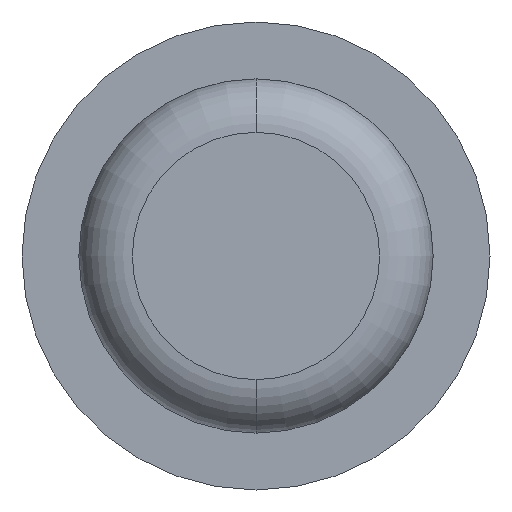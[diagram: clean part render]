
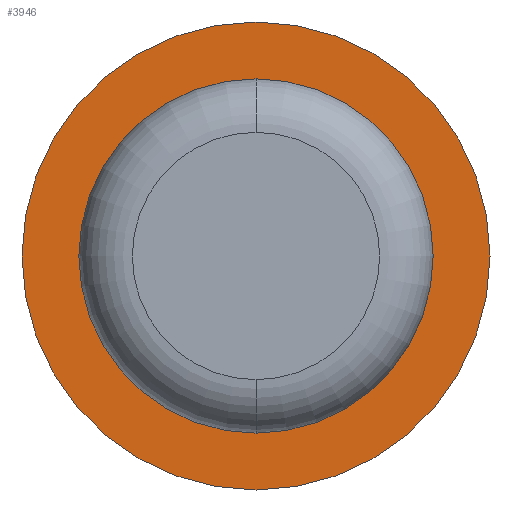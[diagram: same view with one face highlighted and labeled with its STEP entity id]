
A CAD part, front view. The second image highlights one B-rep face of the part: STEP entity #3946.
In plain terms, the highlighted planar face has unit normal (0, -1, 0).
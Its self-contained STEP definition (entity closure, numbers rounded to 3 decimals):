
#18 = CARTESIAN_POINT ( 'NONE',  ( 0., 7.9, 0. ) ) ;
#115 = DIRECTION ( 'NONE',  ( 0., -1., 0. ) ) ;
#218 = EDGE_LOOP ( 'NONE', ( #3780, #2533 ) ) ;
#296 = CARTESIAN_POINT ( 'NONE',  ( 1.325, 7.9, 0. ) ) ;
#349 = DIRECTION ( 'NONE',  ( 0., 0., -1. ) ) ;
#489 = CARTESIAN_POINT ( 'NONE',  ( 0., 7.9, 0. ) ) ;
#607 = AXIS2_PLACEMENT_3D ( 'NONE', #4243, #2300, #3255 ) ;
#681 = CIRCLE ( 'NONE', #2359, 1.325 ) ;
#925 = EDGE_CURVE ( 'Defeature ausgef�hrt1_2+Defeature ausgef�hrt1_3+Defeature ausgef�hrt1_3+Defeature ausgef�hrt1_3', #2118, #2718, #2217, .T. ) ;
#968 = PLANE ( 'NONE',  #4187 ) ;
#1103 = ORIENTED_EDGE ( 'NONE', *, *, #3523, .F. ) ;
#1290 = EDGE_CURVE ( 'Defeature ausgef�hrt1_1+Defeature ausgef�hrt1_2+Defeature ausgef�hrt1_2+Defeature ausgef�hrt1_2', #2653, #3413, #681, .T. ) ;
#1450 = CARTESIAN_POINT ( 'NONE',  ( 0., 7.9, -1.75 ) ) ;
#1474 = CIRCLE ( 'NONE', #607, 1.75 ) ;
#1516 = AXIS2_PLACEMENT_3D ( 'NONE', #3033, #2064, #2078 ) ;
#1553 = CIRCLE ( 'NONE', #1516, 1.325 ) ;
#1555 = CARTESIAN_POINT ( 'NONE',  ( 0., 7.9, 1.75 ) ) ;
#2064 = DIRECTION ( 'NONE',  ( 0., -1., 0. ) ) ;
#2078 = DIRECTION ( 'NONE',  ( 0., 0., -1. ) ) ;
#2118 = VERTEX_POINT ( 'NONE', #1450 ) ;
#2217 = CIRCLE ( 'NONE', #2531, 1.75 ) ;
#2300 = DIRECTION ( 'NONE',  ( 0., -1., 0. ) ) ;
#2305 = DIRECTION ( 'NONE',  ( 0., -1., 0. ) ) ;
#2345 = CARTESIAN_POINT ( 'NONE',  ( 0., 7.9, 1.325 ) ) ;
#2359 = AXIS2_PLACEMENT_3D ( 'NONE', #489, #115, #2725 ) ;
#2531 = AXIS2_PLACEMENT_3D ( 'NONE', #18, #2305, #349 ) ;
#2533 = ORIENTED_EDGE ( 'NONE', *, *, #2556, .T. ) ;
#2556 = EDGE_CURVE ( 'Defeature ausgef�hrt1_2+Defeature ausgef�hrt1_3+Defeature ausgef�hrt1_3+Defeature ausgef�hrt1_3', #2718, #2118, #1474, .T. ) ;
#2610 = EDGE_LOOP ( 'NONE', ( #3719, #1103 ) ) ;
#2653 = VERTEX_POINT ( 'NONE', #4254 ) ;
#2718 = VERTEX_POINT ( 'NONE', #1555 ) ;
#2725 = DIRECTION ( 'NONE',  ( 0., 0., -1. ) ) ;
#2928 = DIRECTION ( 'NONE',  ( 0., -1., 0. ) ) ;
#3033 = CARTESIAN_POINT ( 'NONE',  ( 0., 7.9, 0. ) ) ;
#3204 = FACE_OUTER_BOUND ( 'NONE', #218, .T. ) ;
#3255 = DIRECTION ( 'NONE',  ( 0., 0., -1. ) ) ;
#3413 = VERTEX_POINT ( 'NONE', #2345 ) ;
#3523 = EDGE_CURVE ( 'Defeature ausgef�hrt1_1+Defeature ausgef�hrt1_2+Defeature ausgef�hrt1_2+Defeature ausgef�hrt1_2', #3413, #2653, #1553, .T. ) ;
#3561 = DIRECTION ( 'NONE',  ( 0., 0., -1. ) ) ;
#3719 = ORIENTED_EDGE ( 'NONE', *, *, #1290, .F. ) ;
#3772 = FACE_BOUND ( 'NONE', #2610, .T. ) ;
#3780 = ORIENTED_EDGE ( 'NONE', *, *, #925, .T. ) ;
#3946 = ADVANCED_FACE ( 'Defeature ausgef�hrt1_2', ( #3204, #3772 ), #968, .T. ) ;
#4187 = AXIS2_PLACEMENT_3D ( 'NONE', #296, #2928, #3561 ) ;
#4243 = CARTESIAN_POINT ( 'NONE',  ( 0., 7.9, 0. ) ) ;
#4254 = CARTESIAN_POINT ( 'NONE',  ( 0., 7.9, -1.325 ) ) ;
